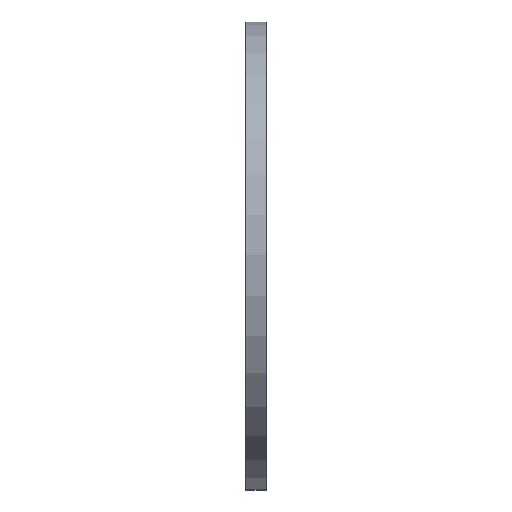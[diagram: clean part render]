
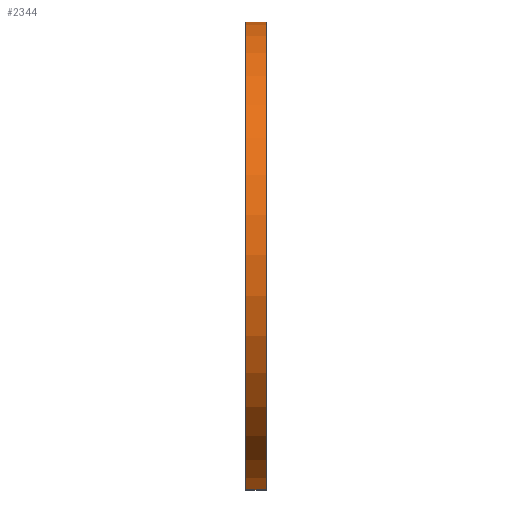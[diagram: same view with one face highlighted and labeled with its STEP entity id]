
A CAD part, top view. The second image highlights one B-rep face of the part: STEP entity #2344.
In plain terms, the highlighted cylindrical face has radius 80 mm (diameter 160 mm), a partial arc.
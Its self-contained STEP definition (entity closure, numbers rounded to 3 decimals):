
#214=CIRCLE('',#2485,80.);
#215=CIRCLE('',#2486,80.);
#228=CYLINDRICAL_SURFACE('',#2484,80.);
#374=FACE_OUTER_BOUND('',#494,.T.);
#494=EDGE_LOOP('',(#2018,#2019,#2020,#2021));
#798=LINE('',#3601,#1074);
#799=LINE('',#3604,#1075);
#1074=VECTOR('',#2996,10.);
#1075=VECTOR('',#2999,10.);
#1266=VERTEX_POINT('',#3597);
#1267=VERTEX_POINT('',#3598);
#1268=VERTEX_POINT('',#3600);
#1269=VERTEX_POINT('',#3602);
#1550=EDGE_CURVE('',#1266,#1267,#214,.T.);
#1551=EDGE_CURVE('',#1266,#1268,#798,.T.);
#1552=EDGE_CURVE('',#1269,#1268,#215,.T.);
#1553=EDGE_CURVE('',#1267,#1269,#799,.T.);
#2018=ORIENTED_EDGE('',*,*,#1550,.F.);
#2019=ORIENTED_EDGE('',*,*,#1551,.T.);
#2020=ORIENTED_EDGE('',*,*,#1552,.F.);
#2021=ORIENTED_EDGE('',*,*,#1553,.F.);
#2344=ADVANCED_FACE('',(#374),#228,.T.);
#2484=AXIS2_PLACEMENT_3D('',#3596,#2992,#2993);
#2485=AXIS2_PLACEMENT_3D('',#3599,#2994,#2995);
#2486=AXIS2_PLACEMENT_3D('',#3603,#2997,#2998);
#2992=DIRECTION('center_axis',(-1.,0.,0.));
#2993=DIRECTION('ref_axis',(0.,1.,0.));
#2994=DIRECTION('center_axis',(1.,0.,0.));
#2995=DIRECTION('ref_axis',(0.,1.,0.));
#2996=DIRECTION('',(-1.,0.,0.));
#2997=DIRECTION('center_axis',(-1.,0.,0.));
#2998=DIRECTION('ref_axis',(0.,1.,0.));
#2999=DIRECTION('',(-1.,0.,0.));
#3596=CARTESIAN_POINT('Origin',(0.,0.,0.));
#3597=CARTESIAN_POINT('',(0.,-78.484,-15.5));
#3598=CARTESIAN_POINT('',(0.,-78.484,15.5));
#3599=CARTESIAN_POINT('Origin',(0.,0.,0.));
#3600=CARTESIAN_POINT('',(-7.,-78.484,-15.5));
#3601=CARTESIAN_POINT('',(0.,-78.484,-15.5));
#3602=CARTESIAN_POINT('',(-7.,-78.484,15.5));
#3603=CARTESIAN_POINT('Origin',(-7.,0.,0.));
#3604=CARTESIAN_POINT('',(0.,-78.484,15.5));
